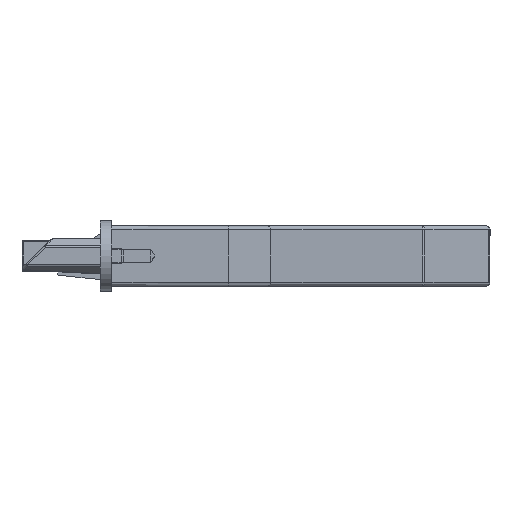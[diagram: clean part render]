
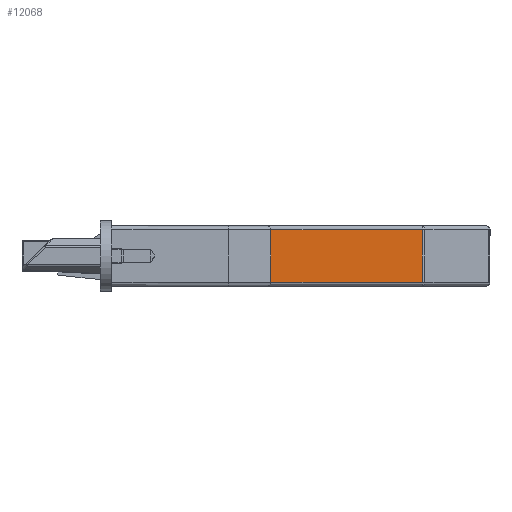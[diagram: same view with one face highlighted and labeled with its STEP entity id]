
A CAD part, front view. The second image highlights one B-rep face of the part: STEP entity #12068.
In plain terms, the highlighted face is planar.
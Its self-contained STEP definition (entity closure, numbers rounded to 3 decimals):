
#49 = CARTESIAN_POINT ( 'NONE',  ( 44.75, 145.3, 6. ) ) ;
#860 = CIRCLE ( 'NONE', #6632, 1.75 ) ;
#1116 = VECTOR ( 'NONE', #5766, 1000. ) ;
#1166 = CARTESIAN_POINT ( 'NONE',  ( 44.75, 145.3, 7.75 ) ) ;
#2067 = PLANE ( 'NONE',  #21653 ) ;
#2281 = LINE ( 'NONE', #7453, #1116 ) ;
#2295 = CARTESIAN_POINT ( 'NONE',  ( 14., 145.3, -0.75 ) ) ;
#2344 = LINE ( 'NONE', #4357, #16962 ) ;
#2445 = DIRECTION ( 'NONE',  ( 0., 0., 1. ) ) ;
#3441 = DIRECTION ( 'NONE',  ( 0., 0., -1. ) ) ;
#3993 = VERTEX_POINT ( 'NONE', #15528 ) ;
#4357 = CARTESIAN_POINT ( 'NONE',  ( 14., 145.3, 12.75 ) ) ;
#5113 = DIRECTION ( 'NONE',  ( 0., -1., 0. ) ) ;
#5164 = AXIS2_PLACEMENT_3D ( 'NONE', #10436, #13697, #20543 ) ;
#5446 = DIRECTION ( 'NONE',  ( 0., 0., 1. ) ) ;
#5650 = ORIENTED_EDGE ( 'NONE', *, *, #7250, .T. ) ;
#5766 = DIRECTION ( 'NONE',  ( 0., 0., -1. ) ) ;
#5772 = FACE_BOUND ( 'NONE', #15178, .T. ) ;
#6232 = VERTEX_POINT ( 'NONE', #8197 ) ;
#6632 = AXIS2_PLACEMENT_3D ( 'NONE', #49, #5113, #3441 ) ;
#6789 = VERTEX_POINT ( 'NONE', #17562 ) ;
#6878 = EDGE_CURVE ( 'NONE', #8051, #17532, #19930, .T. ) ;
#7250 = EDGE_CURVE ( 'NONE', #6789, #8051, #2281, .T. ) ;
#7453 = CARTESIAN_POINT ( 'NONE',  ( 93.586, 145.3, -1.75 ) ) ;
#7729 = ORIENTED_EDGE ( 'NONE', *, *, #9232, .T. ) ;
#7739 = DIRECTION ( 'NONE',  ( 1., 0., 0. ) ) ;
#8051 = VERTEX_POINT ( 'NONE', #21715 ) ;
#8197 = CARTESIAN_POINT ( 'NONE',  ( 44.75, 145.3, 4.25 ) ) ;
#9024 = CARTESIAN_POINT ( 'NONE',  ( 14., 145.3, -1.75 ) ) ;
#9232 = EDGE_CURVE ( 'NONE', #17532, #3993, #12130, .T. ) ;
#9715 = CARTESIAN_POINT ( 'NONE',  ( 14., 145.3, -0.75 ) ) ;
#10436 = CARTESIAN_POINT ( 'NONE',  ( 44.75, 145.3, 6. ) ) ;
#10482 = VERTEX_POINT ( 'NONE', #1166 ) ;
#10495 = DIRECTION ( 'NONE',  ( 0., 1., 0. ) ) ;
#10800 = VECTOR ( 'NONE', #19698, 1000. ) ;
#11628 = EDGE_CURVE ( 'NONE', #10482, #6232, #14822, .T. ) ;
#11704 = ORIENTED_EDGE ( 'NONE', *, *, #11628, .T. ) ;
#11848 = EDGE_CURVE ( 'NONE', #6232, #10482, #860, .T. ) ;
#12068 = ADVANCED_FACE ( 'NONE', ( #5772, #17439 ), #2067, .T. ) ;
#12130 = LINE ( 'NONE', #16243, #20031 ) ;
#12818 = ORIENTED_EDGE ( 'NONE', *, *, #13028, .T. ) ;
#13028 = EDGE_CURVE ( 'NONE', #3993, #6789, #2344, .T. ) ;
#13697 = DIRECTION ( 'NONE',  ( 0., -1., 0. ) ) ;
#13914 = ORIENTED_EDGE ( 'NONE', *, *, #6878, .T. ) ;
#14675 = EDGE_LOOP ( 'NONE', ( #7729, #12818, #5650, #13914 ) ) ;
#14822 = CIRCLE ( 'NONE', #5164, 1.75 ) ;
#15178 = EDGE_LOOP ( 'NONE', ( #21285, #11704 ) ) ;
#15528 = CARTESIAN_POINT ( 'NONE',  ( 14., 145.3, 12.75 ) ) ;
#16243 = CARTESIAN_POINT ( 'NONE',  ( 14., 145.3, -1.75 ) ) ;
#16962 = VECTOR ( 'NONE', #7739, 1000. ) ;
#17439 = FACE_OUTER_BOUND ( 'NONE', #14675, .T. ) ;
#17532 = VERTEX_POINT ( 'NONE', #2295 ) ;
#17562 = CARTESIAN_POINT ( 'NONE',  ( 93.586, 145.3, 12.75 ) ) ;
#19698 = DIRECTION ( 'NONE',  ( -1., 0., 0. ) ) ;
#19930 = LINE ( 'NONE', #9715, #10800 ) ;
#20031 = VECTOR ( 'NONE', #2445, 1000. ) ;
#20543 = DIRECTION ( 'NONE',  ( 0., 0., -1. ) ) ;
#21285 = ORIENTED_EDGE ( 'NONE', *, *, #11848, .T. ) ;
#21653 = AXIS2_PLACEMENT_3D ( 'NONE', #9024, #10495, #5446 ) ;
#21715 = CARTESIAN_POINT ( 'NONE',  ( 93.586, 145.3, -0.75 ) ) ;
